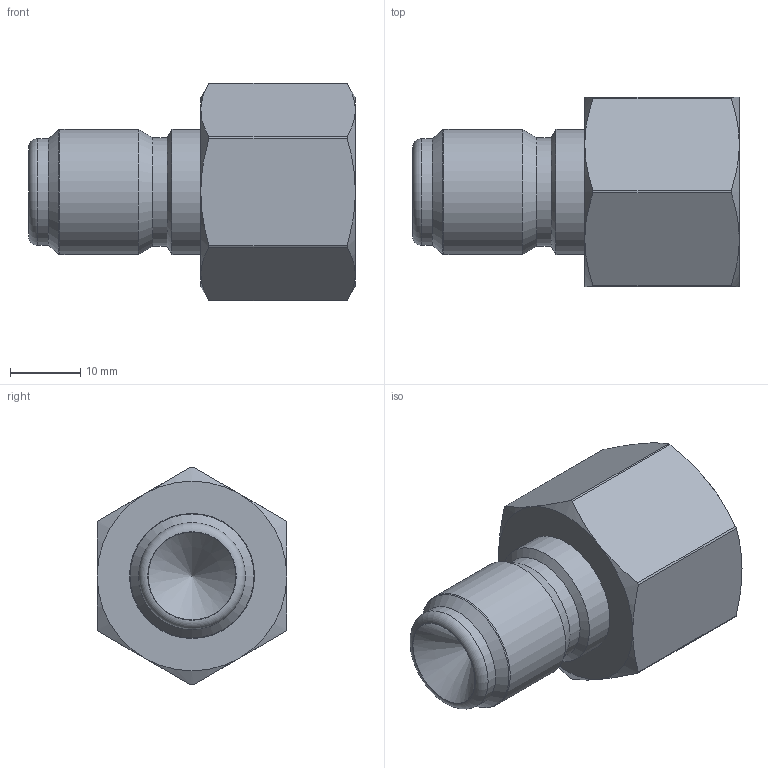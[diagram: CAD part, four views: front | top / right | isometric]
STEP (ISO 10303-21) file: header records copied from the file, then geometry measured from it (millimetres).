
FILE_DESCRIPTION(/* description */ ('Unknown'),/* implementation_level */ '2;1');
FILE_NAME(/* name */ '040005661',/* time_stamp */ '2021-09-16T14:51:22+02:00',/* author */ ('Unknown'),/* organization */ ('Unknown'),/* preprocessor_version */ 'ST-DEVELOPER v16.7',/* originating_system */ 'Solid Edge',/* authorisation */ 'Unknown');
FILE_SCHEMA (('AUTOMOTIVE_DESIGN {1 0 10303 214 3 1 1}'));
Length unit declared in the file: millimetre
Products named in the file (1): Part2
Bounding box: 46.5 x 27 x 31 mm (x, y, z)
Volume: 18061.4 mm3; surface area: 4741.9 mm2
Topology: 1 solids, 1 shells, 39 faces, 89 edges, 53 vertices
Faces by surface type: cone 18, cylinder 10, plane 9, torus 2
Full cylindrical faces by diameter (mm): 15.2 x1, 15.4 x1, 17.8 x2
Entity records: 1054 total; most frequent: CARTESIAN_POINT 236, DIRECTION 166, ORIENTED_EDGE 146, AXIS2_PLACEMENT_3D 77, EDGE_CURVE 73, FACE_BOUND 54, EDGE_LOOP 52, VERTEX_POINT 51
